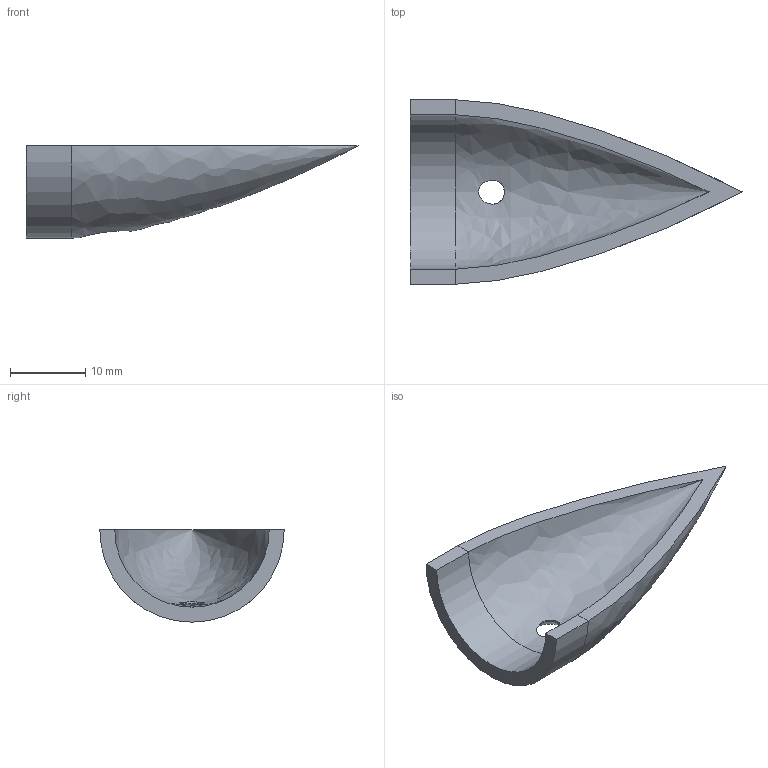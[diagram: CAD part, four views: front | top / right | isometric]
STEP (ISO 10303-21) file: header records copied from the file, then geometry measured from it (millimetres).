
FILE_DESCRIPTION(/* description */ (''),/* implementation_level */ '2;1');
FILE_NAME(/* name */ 'Motor_Mount_Top_Cover.stp',/* time_stamp */ '2024-09-25T14:52:16+02:00',/* author */ ('Rayde Kruger'),/* organization */ (''),/* preprocessor_version */ 'ST-DEVELOPER v20',/* originating_system */ 'Autodesk Inventor 2025',/* authorisation */ '');
FILE_SCHEMA (('AUTOMOTIVE_DESIGN { 1 0 10303 214 3 1 1 }'));
Length unit declared in the file: millimetre
Products named in the file (1): Motor_Mount_Top_Cover
Bounding box: 44.24 x 24.57 x 12.29 mm (x, y, z)
Volume: 2031 mm3; surface area: 2461.9 mm2
Topology: 2 solids, 2 shells, 14 faces, 35 edges, 26 vertices
Faces by surface type: plane 6, cylinder 3, cone 3, bspline 2
Entity records: 1135 total; most frequent: CARTESIAN_POINT 770, ORIENTED_EDGE 64, DIRECTION 59, EDGE_CURVE 32, AXIS2_PLACEMENT_3D 23, VERTEX_POINT 22, EDGE_LOOP 16, FACE_OUTER_BOUND 14
